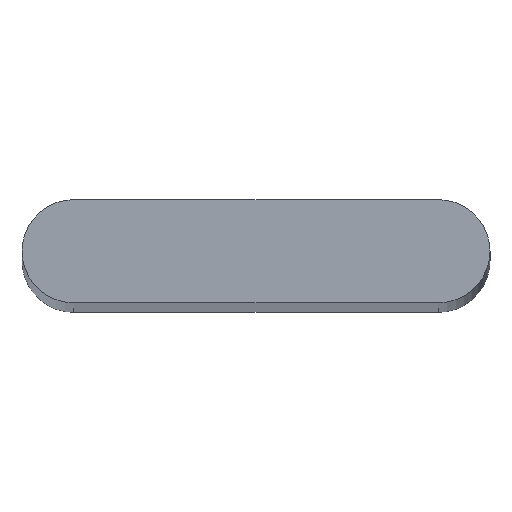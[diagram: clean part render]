
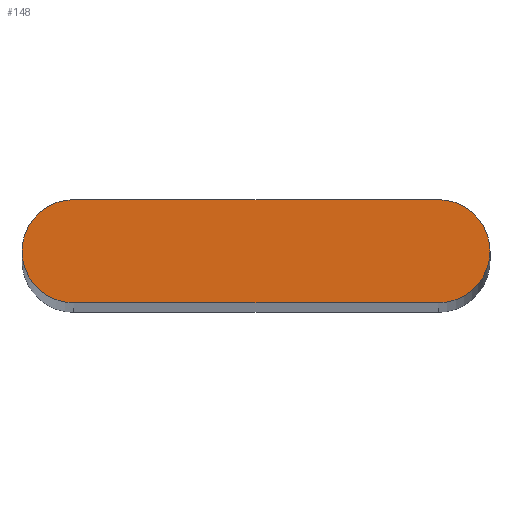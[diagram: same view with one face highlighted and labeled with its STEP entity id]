
A CAD part, top view. The second image highlights one B-rep face of the part: STEP entity #148.
In plain terms, the highlighted planar face has unit normal (0, 0, 1).
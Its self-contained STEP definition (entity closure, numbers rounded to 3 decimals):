
#6 = AXIS2_PLACEMENT_3D ( 'NONE', #109, #11, #76 ) ;
#8 = DIRECTION ( 'NONE',  ( 0., 0., 1. ) ) ;
#11 = DIRECTION ( 'NONE',  ( 0., 0., 1. ) ) ;
#12 = EDGE_CURVE ( 'NONE', #239, #114, #241, .T. ) ;
#15 = AXIS2_PLACEMENT_3D ( 'NONE', #86, #141, #210 ) ;
#25 = AXIS2_PLACEMENT_3D ( 'NONE', #229, #8, #228 ) ;
#27 = CARTESIAN_POINT ( 'NONE',  ( 5.24, -3.529, 0. ) ) ;
#36 = EDGE_CURVE ( 'NONE', #200, #78, #121, .T. ) ;
#38 = CARTESIAN_POINT ( 'NONE',  ( -3.26, -3.529, 0. ) ) ;
#47 = EDGE_CURVE ( 'NONE', #114, #55, #132, .T. ) ;
#49 = EDGE_CURVE ( 'NONE', #55, #200, #60, .T. ) ;
#51 = DIRECTION ( 'NONE',  ( 1., 0., 0. ) ) ;
#55 = VERTEX_POINT ( 'NONE', #193 ) ;
#60 = CIRCLE ( 'NONE', #25, 1.2 ) ;
#69 = DIRECTION ( 'NONE',  ( 0., 0., 1. ) ) ;
#76 = DIRECTION ( 'NONE',  ( 1., 0., 0. ) ) ;
#78 = VERTEX_POINT ( 'NONE', #197 ) ;
#80 = ORIENTED_EDGE ( 'NONE', *, *, #88, .T. ) ;
#83 = CARTESIAN_POINT ( 'NONE',  ( -3.26, -1.129, 0. ) ) ;
#86 = CARTESIAN_POINT ( 'NONE',  ( -3.26, -2.329, 0. ) ) ;
#88 = EDGE_CURVE ( 'NONE', #78, #239, #217, .T. ) ;
#97 = EDGE_LOOP ( 'NONE', ( #80, #98, #187, #164, #208 ) ) ;
#98 = ORIENTED_EDGE ( 'NONE', *, *, #12, .T. ) ;
#109 = CARTESIAN_POINT ( 'NONE',  ( -3.26, -2.329, 0. ) ) ;
#113 = DIRECTION ( 'NONE',  ( 1., 0., 0. ) ) ;
#114 = VERTEX_POINT ( 'NONE', #27 ) ;
#121 = LINE ( 'NONE', #83, #160 ) ;
#125 = AXIS2_PLACEMENT_3D ( 'NONE', #151, #69, #51 ) ;
#132 = CIRCLE ( 'NONE', #125, 1.2 ) ;
#141 = DIRECTION ( 'NONE',  ( 0., 0., 1. ) ) ;
#148 = ADVANCED_FACE ( 'NONE', ( #235 ), #216, .T. ) ;
#151 = CARTESIAN_POINT ( 'NONE',  ( 5.24, -2.329, 0. ) ) ;
#160 = VECTOR ( 'NONE', #196, 1000. ) ;
#164 = ORIENTED_EDGE ( 'NONE', *, *, #49, .T. ) ;
#174 = VECTOR ( 'NONE', #113, 1000. ) ;
#178 = CARTESIAN_POINT ( 'NONE',  ( -3.26, -3.529, 0. ) ) ;
#179 = CARTESIAN_POINT ( 'NONE',  ( 5.24, -1.129, 0. ) ) ;
#187 = ORIENTED_EDGE ( 'NONE', *, *, #47, .T. ) ;
#193 = CARTESIAN_POINT ( 'NONE',  ( 6.44, -2.329, 0. ) ) ;
#196 = DIRECTION ( 'NONE',  ( -1., 0., 0. ) ) ;
#197 = CARTESIAN_POINT ( 'NONE',  ( -3.26, -1.129, 0. ) ) ;
#200 = VERTEX_POINT ( 'NONE', #179 ) ;
#208 = ORIENTED_EDGE ( 'NONE', *, *, #36, .T. ) ;
#210 = DIRECTION ( 'NONE',  ( 1., 0., 0. ) ) ;
#216 = PLANE ( 'NONE',  #6 ) ;
#217 = CIRCLE ( 'NONE', #15, 1.2 ) ;
#228 = DIRECTION ( 'NONE',  ( 1., 0., 0. ) ) ;
#229 = CARTESIAN_POINT ( 'NONE',  ( 5.24, -2.329, 0. ) ) ;
#235 = FACE_OUTER_BOUND ( 'NONE', #97, .T. ) ;
#239 = VERTEX_POINT ( 'NONE', #178 ) ;
#241 = LINE ( 'NONE', #38, #174 ) ;
